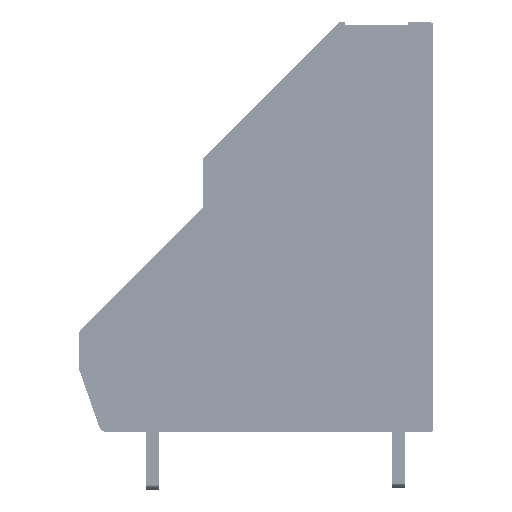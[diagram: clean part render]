
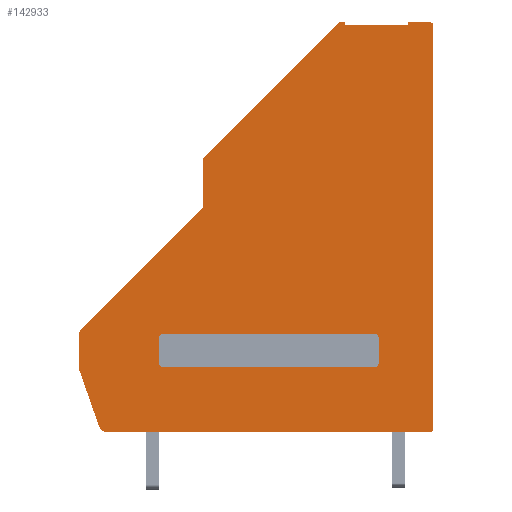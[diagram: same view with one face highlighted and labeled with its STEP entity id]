
A CAD part, front view. The second image highlights one B-rep face of the part: STEP entity #142933.
In plain terms, the highlighted planar face has unit normal (0, -1, 0).
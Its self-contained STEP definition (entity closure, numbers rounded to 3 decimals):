
#6312=CIRCLE('',#151336,0.25);
#6313=CIRCLE('',#151339,0.25);
#6314=CIRCLE('',#151342,0.25);
#6315=CIRCLE('',#151345,0.25);
#6317=CIRCLE('',#151354,0.25);
#6319=CIRCLE('',#151359,0.5);
#6412=CIRCLE('',#151597,0.5);
#6525=CIRCLE('',#151938,0.25);
#6527=CIRCLE('',#151942,0.5);
#15354=LINE('',#218218,#25267);
#15357=LINE('',#218226,#25270);
#15360=LINE('',#218234,#25273);
#15363=LINE('',#218242,#25276);
#15365=LINE('',#218247,#25278);
#15368=LINE('',#218253,#25281);
#15371=LINE('',#218259,#25284);
#15374=LINE('',#218265,#25287);
#15377=LINE('',#218271,#25290);
#15381=LINE('',#218283,#25294);
#15387=LINE('',#218296,#25300);
#15391=LINE('',#218308,#25304);
#15589=LINE('',#219073,#25502);
#15934=LINE('',#220905,#25847);
#16078=LINE('',#221218,#25991);
#16079=LINE('',#221219,#25992);
#25267=VECTOR('',#176391,1000.);
#25270=VECTOR('',#176400,1000.);
#25273=VECTOR('',#176409,1000.);
#25276=VECTOR('',#176418,1000.);
#25278=VECTOR('',#176422,1000.);
#25281=VECTOR('',#176427,1000.);
#25284=VECTOR('',#176432,1000.);
#25287=VECTOR('',#176437,1000.);
#25290=VECTOR('',#176442,1000.);
#25294=VECTOR('',#176454,1000.);
#25300=VECTOR('',#176462,1000.);
#25304=VECTOR('',#176474,1000.);
#25502=VECTOR('',#177140,1000.);
#25847=VECTOR('',#178023,1000.);
#25991=VECTOR('',#178327,1000.);
#25992=VECTOR('',#178328,1000.);
#53606=ORIENTED_EDGE('',*,*,#70140,.T.);
#53607=ORIENTED_EDGE('',*,*,#70137,.T.);
#53608=ORIENTED_EDGE('',*,*,#70134,.T.);
#53609=ORIENTED_EDGE('',*,*,#71123,.T.);
#53610=ORIENTED_EDGE('',*,*,#71124,.T.);
#53611=ORIENTED_EDGE('',*,*,#71118,.T.);
#53612=ORIENTED_EDGE('',*,*,#70128,.T.);
#53613=ORIENTED_EDGE('',*,*,#70127,.T.);
#53614=ORIENTED_EDGE('',*,*,#70122,.T.);
#53615=ORIENTED_EDGE('',*,*,#70119,.T.);
#53616=ORIENTED_EDGE('',*,*,#70116,.T.);
#53617=ORIENTED_EDGE('',*,*,#70113,.T.);
#53618=ORIENTED_EDGE('',*,*,#70110,.T.);
#53619=ORIENTED_EDGE('',*,*,#70961,.T.);
#53620=ORIENTED_EDGE('',*,*,#70458,.T.);
#53621=ORIENTED_EDGE('',*,*,#71125,.T.);
#53622=ORIENTED_EDGE('',*,*,#70466,.T.);
#53623=ORIENTED_EDGE('',*,*,#70108,.T.);
#53624=ORIENTED_EDGE('',*,*,#70106,.T.);
#53625=ORIENTED_EDGE('',*,*,#70104,.T.);
#53626=ORIENTED_EDGE('',*,*,#70102,.T.);
#53627=ORIENTED_EDGE('',*,*,#70100,.T.);
#53628=ORIENTED_EDGE('',*,*,#70098,.T.);
#53629=ORIENTED_EDGE('',*,*,#70096,.T.);
#53630=ORIENTED_EDGE('',*,*,#70094,.T.);
#70094=EDGE_CURVE('',#81070,#81069,#6312,.F.);
#70096=EDGE_CURVE('',#81071,#81070,#15354,.T.);
#70098=EDGE_CURVE('',#81072,#81071,#6313,.F.);
#70100=EDGE_CURVE('',#81073,#81072,#15357,.T.);
#70102=EDGE_CURVE('',#81074,#81073,#6314,.F.);
#70104=EDGE_CURVE('',#81075,#81074,#15360,.T.);
#70106=EDGE_CURVE('',#81076,#81075,#6315,.F.);
#70108=EDGE_CURVE('',#81069,#81076,#15363,.T.);
#70110=EDGE_CURVE('',#81079,#81078,#15365,.T.);
#70113=EDGE_CURVE('',#81081,#81079,#15368,.T.);
#70116=EDGE_CURVE('',#81083,#81081,#15371,.T.);
#70119=EDGE_CURVE('',#81085,#81083,#15374,.T.);
#70122=EDGE_CURVE('',#81087,#81085,#15377,.T.);
#70127=EDGE_CURVE('',#81090,#81087,#6317,.T.);
#70128=EDGE_CURVE('',#81091,#81090,#15381,.T.);
#70134=EDGE_CURVE('',#81093,#81096,#15387,.T.);
#70137=EDGE_CURVE('',#81098,#81093,#6319,.T.);
#70140=EDGE_CURVE('',#81099,#81098,#15391,.T.);
#70458=EDGE_CURVE('',#81266,#81265,#15589,.T.);
#70466=EDGE_CURVE('',#81268,#81099,#6412,.T.);
#70961=EDGE_CURVE('',#81078,#81266,#15934,.T.);
#71118=EDGE_CURVE('',#81644,#81091,#6525,.T.);
#71123=EDGE_CURVE('',#81096,#81646,#6527,.T.);
#71124=EDGE_CURVE('',#81646,#81644,#16078,.T.);
#71125=EDGE_CURVE('',#81265,#81268,#16079,.T.);
#81069=VERTEX_POINT('',#218213);
#81070=VERTEX_POINT('',#218215);
#81071=VERTEX_POINT('',#218219);
#81072=VERTEX_POINT('',#218223);
#81073=VERTEX_POINT('',#218227);
#81074=VERTEX_POINT('',#218231);
#81075=VERTEX_POINT('',#218235);
#81076=VERTEX_POINT('',#218239);
#81078=VERTEX_POINT('',#218246);
#81079=VERTEX_POINT('',#218248);
#81081=VERTEX_POINT('',#218254);
#81083=VERTEX_POINT('',#218260);
#81085=VERTEX_POINT('',#218266);
#81087=VERTEX_POINT('',#218272);
#81090=VERTEX_POINT('',#218279);
#81091=VERTEX_POINT('',#218284);
#81093=VERTEX_POINT('',#218290);
#81096=VERTEX_POINT('',#218295);
#81098=VERTEX_POINT('',#218300);
#81099=VERTEX_POINT('',#218305);
#81265=VERTEX_POINT('',#219072);
#81266=VERTEX_POINT('',#219074);
#81268=VERTEX_POINT('',#219083);
#81644=VERTEX_POINT('',#221205);
#81646=VERTEX_POINT('',#221215);
#88796=EDGE_LOOP('',(#53606,#53607,#53608,#53609,#53610,#53611,#53612,#53613,
#53614,#53615,#53616,#53617,#53618,#53619,#53620,#53621,#53622));
#88797=EDGE_LOOP('',(#53623,#53624,#53625,#53626,#53627,#53628,#53629,#53630));
#94878=FACE_BOUND('',#88796,.T.);
#94879=FACE_BOUND('',#88797,.T.);
#98581=PLANE('',#151943);
#142933=ADVANCED_FACE('',(#94878,#94879),#98581,.T.);
#151336=AXIS2_PLACEMENT_3D('',#218214,#176386,#176387);
#151339=AXIS2_PLACEMENT_3D('',#218222,#176395,#176396);
#151342=AXIS2_PLACEMENT_3D('',#218230,#176404,#176405);
#151345=AXIS2_PLACEMENT_3D('',#218238,#176413,#176414);
#151354=AXIS2_PLACEMENT_3D('',#218281,#176450,#176451);
#151359=AXIS2_PLACEMENT_3D('',#218302,#176468,#176469);
#151597=AXIS2_PLACEMENT_3D('',#219085,#177151,#177152);
#151938=AXIS2_PLACEMENT_3D('',#221207,#178312,#178313);
#151942=AXIS2_PLACEMENT_3D('',#221216,#178323,#178324);
#151943=AXIS2_PLACEMENT_3D('',#221217,#178325,#178326);
#176386=DIRECTION('',(0.,-1.,0.));
#176387=DIRECTION('',(0.,0.,-1.));
#176391=DIRECTION('',(0.,0.,1.));
#176395=DIRECTION('',(0.,-1.,0.));
#176396=DIRECTION('',(0.,0.,-1.));
#176400=DIRECTION('',(-1.,0.,0.));
#176404=DIRECTION('',(0.,-1.,0.));
#176405=DIRECTION('',(0.,0.,-1.));
#176409=DIRECTION('',(0.,0.,-1.));
#176413=DIRECTION('',(0.,-1.,0.));
#176414=DIRECTION('',(0.,0.,-1.));
#176418=DIRECTION('',(1.,0.,0.));
#176422=DIRECTION('',(-1.,0.,0.));
#176427=DIRECTION('',(0.,0.,1.));
#176432=DIRECTION('',(-1.,0.,0.));
#176437=DIRECTION('',(0.,0.,-1.));
#176442=DIRECTION('',(-1.,0.,0.));
#176450=DIRECTION('',(0.,-1.,0.));
#176451=DIRECTION('',(0.,0.,-1.));
#176454=DIRECTION('',(0.,0.,1.));
#176462=DIRECTION('',(0.33,0.,-0.944));
#176468=DIRECTION('',(0.,-1.,0.));
#176469=DIRECTION('',(0.,0.,-1.));
#176474=DIRECTION('',(0.,0.,-1.));
#177140=DIRECTION('',(0.,0.,-1.));
#177151=DIRECTION('',(0.,-1.,0.));
#177152=DIRECTION('',(0.,0.,-1.));
#178023=DIRECTION('',(-0.707,0.,-0.707));
#178312=DIRECTION('',(0.,-1.,0.));
#178313=DIRECTION('',(0.,0.,-1.));
#178323=DIRECTION('',(0.,-1.,0.));
#178324=DIRECTION('',(0.,0.,-1.));
#178325=DIRECTION('',(0.,-1.,0.));
#178326=DIRECTION('',(0.,0.,-1.));
#178327=DIRECTION('',(1.,0.,0.));
#178328=DIRECTION('',(-0.707,0.,-0.707));
#218213=CARTESIAN_POINT('',(17.718,-3.26,9.876));
#218214=CARTESIAN_POINT('',(17.718,-3.26,9.626));
#218215=CARTESIAN_POINT('',(17.468,-3.26,9.626));
#218218=CARTESIAN_POINT('',(17.468,-3.26,7.769));
#218219=CARTESIAN_POINT('',(17.468,-3.26,8.019));
#218222=CARTESIAN_POINT('',(17.718,-3.26,8.019));
#218223=CARTESIAN_POINT('',(17.718,-3.26,7.769));
#218226=CARTESIAN_POINT('',(31.107,-3.26,7.769));
#218227=CARTESIAN_POINT('',(30.857,-3.26,7.769));
#218230=CARTESIAN_POINT('',(30.857,-3.26,8.019));
#218231=CARTESIAN_POINT('',(31.107,-3.26,8.019));
#218234=CARTESIAN_POINT('',(31.107,-3.26,9.876));
#218235=CARTESIAN_POINT('',(31.107,-3.26,9.626));
#218238=CARTESIAN_POINT('',(30.857,-3.26,9.626));
#218239=CARTESIAN_POINT('',(30.857,-3.26,9.876));
#218242=CARTESIAN_POINT('',(17.468,-3.26,9.876));
#218246=CARTESIAN_POINT('',(28.66,-3.26,29.25));
#218247=CARTESIAN_POINT('',(28.66,-3.26,29.25));
#218248=CARTESIAN_POINT('',(29.05,-3.26,29.25));
#218253=CARTESIAN_POINT('',(29.05,-3.26,29.25));
#218254=CARTESIAN_POINT('',(29.05,-3.26,29.05));
#218259=CARTESIAN_POINT('',(29.05,-3.26,29.05));
#218260=CARTESIAN_POINT('',(32.95,-3.26,29.05));
#218265=CARTESIAN_POINT('',(32.95,-3.26,29.05));
#218266=CARTESIAN_POINT('',(32.95,-3.26,29.25));
#218271=CARTESIAN_POINT('',(32.95,-3.26,29.25));
#218272=CARTESIAN_POINT('',(34.27,-3.26,29.25));
#218279=CARTESIAN_POINT('',(34.52,-3.26,29.));
#218281=CARTESIAN_POINT('',(34.27,-3.26,29.));
#218283=CARTESIAN_POINT('',(34.52,-3.26,29.25));
#218284=CARTESIAN_POINT('',(34.52,-3.26,4.));
#218290=CARTESIAN_POINT('',(12.478,-3.26,7.67));
#218295=CARTESIAN_POINT('',(13.733,-3.26,4.085));
#218296=CARTESIAN_POINT('',(12.45,-3.26,7.75));
#218300=CARTESIAN_POINT('',(12.45,-3.26,7.835));
#218302=CARTESIAN_POINT('',(12.95,-3.26,7.835));
#218305=CARTESIAN_POINT('',(12.45,-3.26,9.763));
#218308=CARTESIAN_POINT('',(12.45,-3.26,9.97));
#219072=CARTESIAN_POINT('',(20.2,-3.26,17.72));
#219073=CARTESIAN_POINT('',(20.2,-3.26,17.72));
#219074=CARTESIAN_POINT('',(20.2,-3.26,20.79));
#219083=CARTESIAN_POINT('',(12.596,-3.26,10.117));
#219085=CARTESIAN_POINT('',(12.95,-3.26,9.763));
#220905=CARTESIAN_POINT('',(20.2,-3.26,20.79));
#221205=CARTESIAN_POINT('',(34.27,-3.26,3.75));
#221207=CARTESIAN_POINT('',(34.27,-3.26,4.));
#221215=CARTESIAN_POINT('',(14.205,-3.26,3.75));
#221216=CARTESIAN_POINT('',(14.205,-3.26,4.25));
#221217=CARTESIAN_POINT('',(0.,-3.26,0.));
#221218=CARTESIAN_POINT('',(34.52,-3.26,3.75));
#221219=CARTESIAN_POINT('',(20.2,-3.26,17.72));
